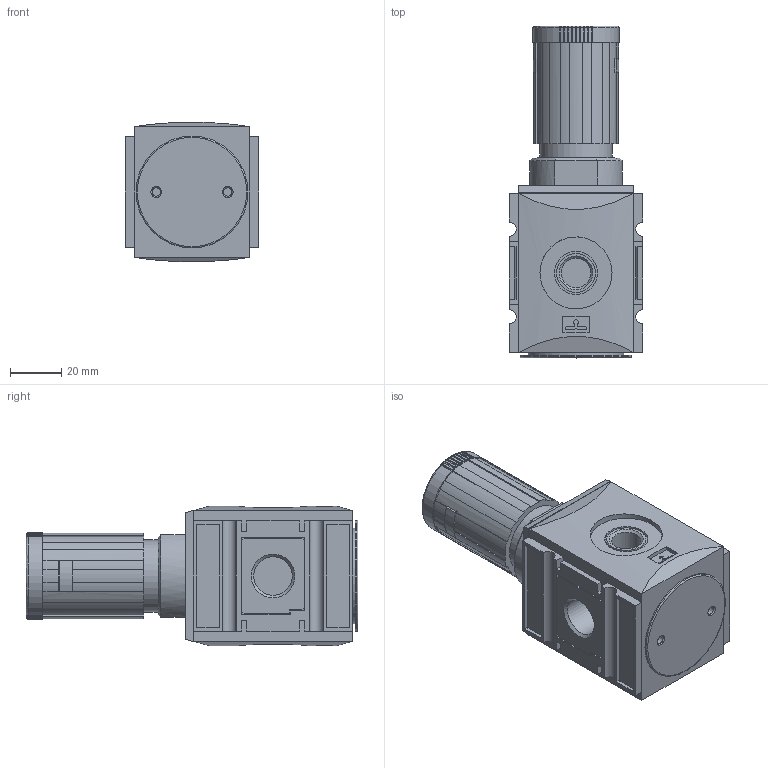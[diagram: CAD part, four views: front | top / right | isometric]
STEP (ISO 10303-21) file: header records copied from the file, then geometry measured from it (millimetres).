
FILE_DESCRIPTION( ( 'STEP AP203' ), ' ' );
FILE_NAME( '91731.DD00.stp', '2017-03-08T08:57:06', ( '' ), ( '' ), ' ', 'PARTsolutions', ' ' );
FILE_SCHEMA( ( 'CONFIG_CONTROL_DESIGN' ) );
Length unit declared in the file: millimetre
Products named in the file (3): 91731.DD00; _FU 7310G 3/8000-1; _FU 7310-3
Assembly tree (2 placements, depth 2):
  91731.DD00
    _FU 7310G 3/8000-1
    _FU 7310-3
Bounding box: 52 x 129 x 54.19 mm (x, y, z)
Volume: 213234.4 mm3; surface area: 34704.2 mm2
Topology: 2 solids, 2 shells, 452 faces, 1200 edges, 787 vertices
Faces by surface type: plane 303, cylinder 118, torus 21, cone 10
Full cylindrical faces by diameter (mm): 3.2 x2, 11.445 x2, 14.95 x2, 15.1 x1, 16.5 x1, 16.8 x2, 28 x3, 36 x1, 37.2 x1, 43.5 x1
Entity records: 14200 total; most frequent: CARTESIAN_POINT 2645, DIRECTION 2462, ORIENTED_EDGE 2332, EDGE_CURVE 1166, AXIS2_PLACEMENT_3D 853, VERTEX_POINT 780, LINE 756, VECTOR 756
